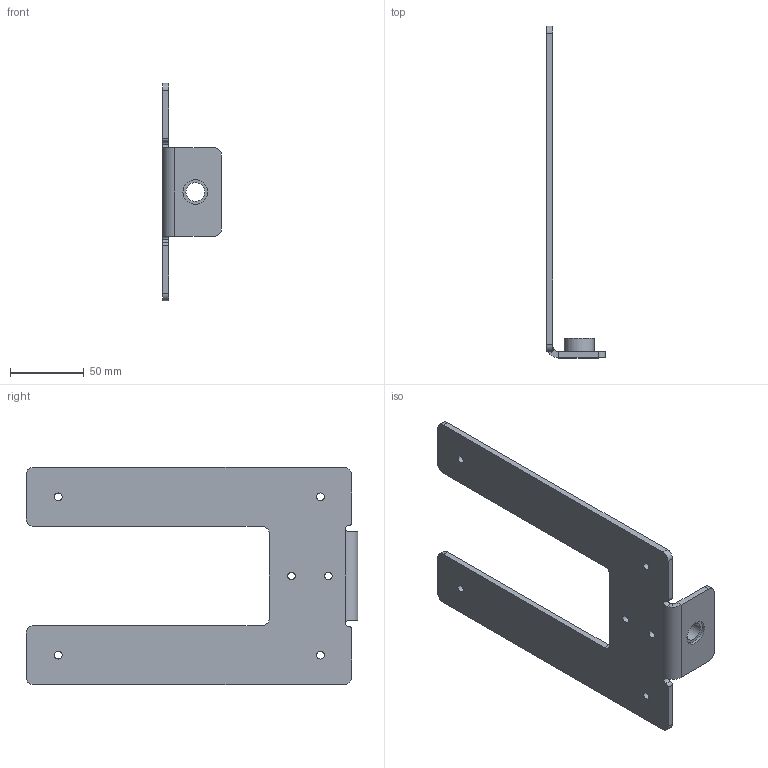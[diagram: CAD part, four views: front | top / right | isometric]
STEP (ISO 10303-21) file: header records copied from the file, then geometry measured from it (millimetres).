
FILE_DESCRIPTION((''),'2;1');
FILE_NAME('156758_SW','2011-10-06T',('banengservice'),('BANNER ENGINEERING'),'PRO/ENGINEER BY PARAMETRIC TECHNOLOGY CORPORATION, 2009141','PRO/ENGINEER BY PARAMETRIC TECHNOLOGY CORPORATION, 2009141','');
FILE_SCHEMA(('CONFIG_CONTROL_DESIGN'));
Length unit declared in the file: inch
Products named in the file (1): 156758_SW
Bounding box: 40 x 225 x 147.4 mm (x, y, z)
Volume: 99742.6 mm3; surface area: 52995.7 mm2
Topology: 1 solids, 1 shells, 58 faces, 158 edges, 104 vertices
Faces by surface type: cylinder 34, plane 22, bspline 2
Entity records: 2044 total; most frequent: CARTESIAN_POINT 448, DIRECTION 338, ORIENTED_EDGE 316, EDGE_CURVE 158, AXIS2_PLACEMENT_3D 128, VERTEX_POINT 104, VECTOR 82, LINE 82
